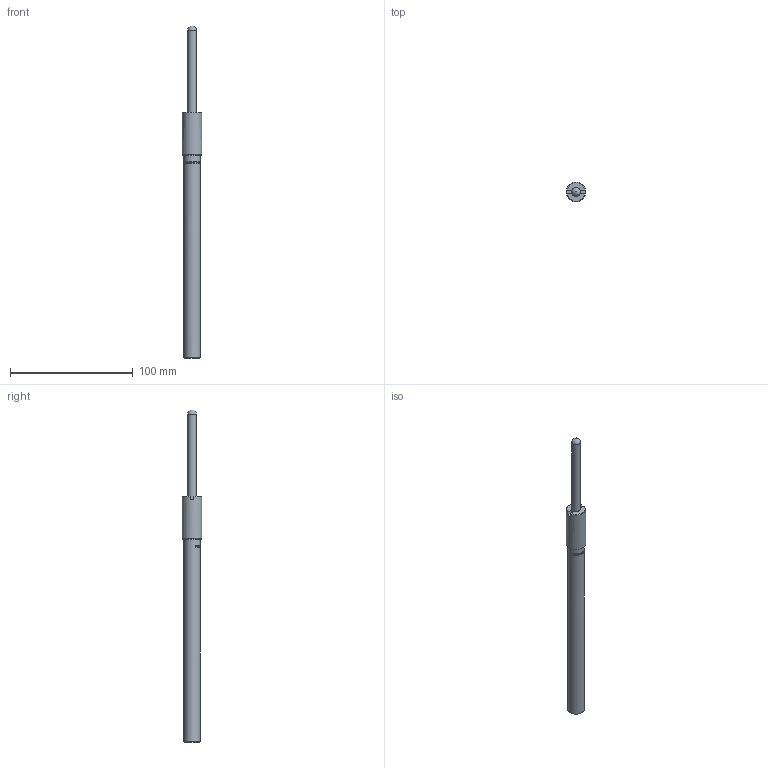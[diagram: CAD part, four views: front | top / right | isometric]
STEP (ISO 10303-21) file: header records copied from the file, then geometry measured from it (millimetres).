
FILE_DESCRIPTION(/* description */ (''),/* implementation_level */ '2;1');
FILE_NAME(/* name */ 'PCDR-16-070-132.stp',/* time_stamp */ '2024-12-03T11:12:13-03:00',/* author */ ('filippi'),/* organization */ (''),/* preprocessor_version */ 'ST-DEVELOPER v19',/* originating_system */ 'Autodesk Inventor 2023',/* authorisation */ '');
FILE_SCHEMA (('AUTOMOTIVE_DESIGN { 1 0 10303 214 3 1 1 }'));
Length unit declared in the file: millimetre
Products named in the file (3): PCDR-16-070-132; CORPO-PCDR-16-070-132; HASTE-PCDR-16-070
Assembly tree (2 placements, depth 2):
  PCDR-16-070-132
    CORPO-PCDR-16-070-132
    HASTE-PCDR-16-070
Bounding box: 16 x 16 x 270 mm (x, y, z)
Volume: 30512.8 mm3; surface area: 12396.1 mm2
Topology: 2 solids, 2 shells, 241 faces, 643 edges, 428 vertices
Faces by surface type: bspline 119, plane 93, cylinder 25, cone 4
Full cylindrical faces by diameter (mm): 7 x2, 13.5 x1, 16 x1
Entity records: 10856 total; most frequent: CARTESIAN_POINT 5215, ORIENTED_EDGE 1286, DIRECTION 768, EDGE_CURVE 643, VERTEX_POINT 428, LINE 292, VECTOR 292, EDGE_LOOP 263
